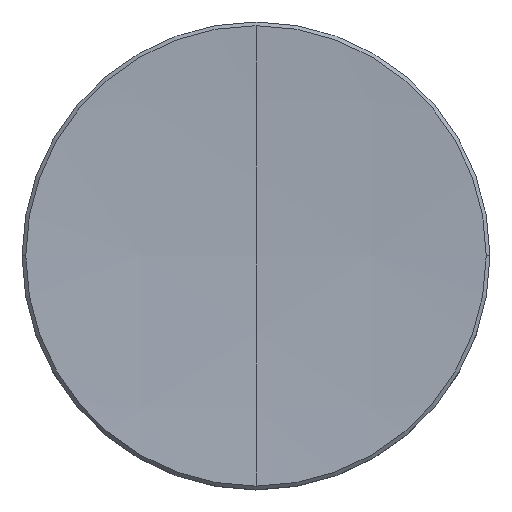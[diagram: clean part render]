
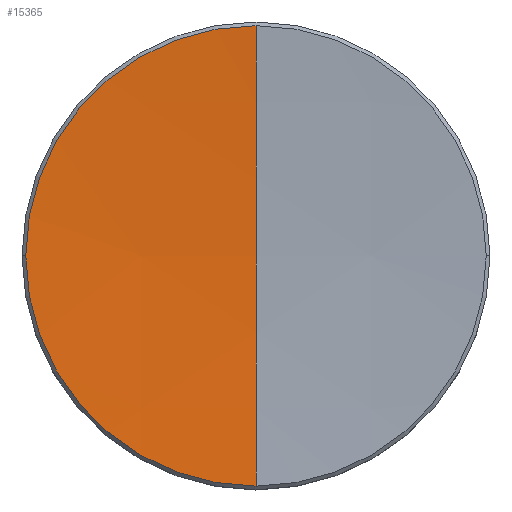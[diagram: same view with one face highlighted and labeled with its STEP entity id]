
A CAD part, top view. The second image highlights one B-rep face of the part: STEP entity #15365.
In plain terms, the highlighted spherical face has radius 200 mm.
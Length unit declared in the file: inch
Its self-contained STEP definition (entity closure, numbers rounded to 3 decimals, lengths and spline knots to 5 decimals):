
#11343 = CIRCLE ( 'NONE', #11385, 0.49214 ) ;
#11381 = FACE_OUTER_BOUND ( 'NONE', #15379, .T. ) ;
#11382 = DIRECTION ( 'NONE',  ( 1., 0., 0. ) ) ;
#11383 = DIRECTION ( 'NONE',  ( 0., 0., 1. ) ) ;
#11384 = CARTESIAN_POINT ( 'NONE',  ( 0., 0., 0.1335 ) ) ;
#11385 = AXIS2_PLACEMENT_3D ( 'NONE', #11384, #11383, #11382 ) ;
#11416 = DIRECTION ( 'NONE',  ( 0., 0., 1. ) ) ;
#11417 = DIRECTION ( 'NONE',  ( -1., 0., 0. ) ) ;
#11418 = CARTESIAN_POINT ( 'NONE',  ( 0., 0., 7.99213 ) ) ;
#11419 = AXIS2_PLACEMENT_3D ( 'NONE', #11418, #11417, #11416 ) ;
#11420 = CIRCLE ( 'NONE', #11419, 7.87402 ) ;
#11421 = DIRECTION ( 'NONE',  ( 0., 1., 0. ) ) ;
#11422 = DIRECTION ( 'NONE',  ( 1., 0., 0. ) ) ;
#11423 = CARTESIAN_POINT ( 'NONE',  ( 0., 0., 7.99213 ) ) ;
#11424 = AXIS2_PLACEMENT_3D ( 'NONE', #11423, #11422, #11421 ) ;
#11425 = CIRCLE ( 'NONE', #11424, 7.87402 ) ;
#11462 = CARTESIAN_POINT ( 'NONE',  ( 0., 0., 0.11811 ) ) ;
#11463 = CARTESIAN_POINT ( 'NONE',  ( 0., -0.49214, 0.1335 ) ) ;
#11465 = DIRECTION ( 'NONE',  ( 1., 0., 0. ) ) ;
#11466 = CARTESIAN_POINT ( 'NONE',  ( 0., 0., 7.99213 ) ) ;
#11484 = AXIS2_PLACEMENT_3D ( 'NONE', #11466, #11465, #11485 ) ;
#11485 = DIRECTION ( 'NONE',  ( 0., 1., 0. ) ) ;
#11489 = SPHERICAL_SURFACE ( 'NONE', #11484, 7.87402 ) ;
#11634 = CARTESIAN_POINT ( 'NONE',  ( -0.49214, 0., 0.1335 ) ) ;
#11653 = DIRECTION ( 'NONE',  ( 1., 0., 0. ) ) ;
#11654 = DIRECTION ( 'NONE',  ( 0., 0., 1. ) ) ;
#11655 = CARTESIAN_POINT ( 'NONE',  ( 0., 0., 0.1335 ) ) ;
#11656 = AXIS2_PLACEMENT_3D ( 'NONE', #11655, #11654, #11653 ) ;
#11657 = CIRCLE ( 'NONE', #11656, 0.49214 ) ;
#11751 = CARTESIAN_POINT ( 'NONE',  ( 0., 0.49214, 0.1335 ) ) ;
#15362 = ORIENTED_EDGE ( 'NONE', *, *, #15363, .T. ) ;
#15363 = EDGE_CURVE ( 'NONE', #15401, #15374, #11343, .T. ) ;
#15365 = ADVANCED_FACE ( 'NONE', ( #11381 ), #11489, .F. ) ;
#15368 = ORIENTED_EDGE ( 'NONE', *, *, #15382, .F. ) ;
#15373 = ORIENTED_EDGE ( 'NONE', *, *, #15404, .T. ) ;
#15374 = VERTEX_POINT ( 'NONE', #11463 ) ;
#15375 = VERTEX_POINT ( 'NONE', #11462 ) ;
#15379 = EDGE_LOOP ( 'NONE', ( #15373, #15362, #15380, #15368 ) ) ;
#15380 = ORIENTED_EDGE ( 'NONE', *, *, #15381, .T. ) ;
#15381 = EDGE_CURVE ( 'NONE', #15374, #15375, #11425, .T. ) ;
#15382 = EDGE_CURVE ( 'NONE', #15417, #15375, #11420, .T. ) ;
#15401 = VERTEX_POINT ( 'NONE', #11634 ) ;
#15404 = EDGE_CURVE ( 'NONE', #15417, #15401, #11657, .T. ) ;
#15417 = VERTEX_POINT ( 'NONE', #11751 ) ;
